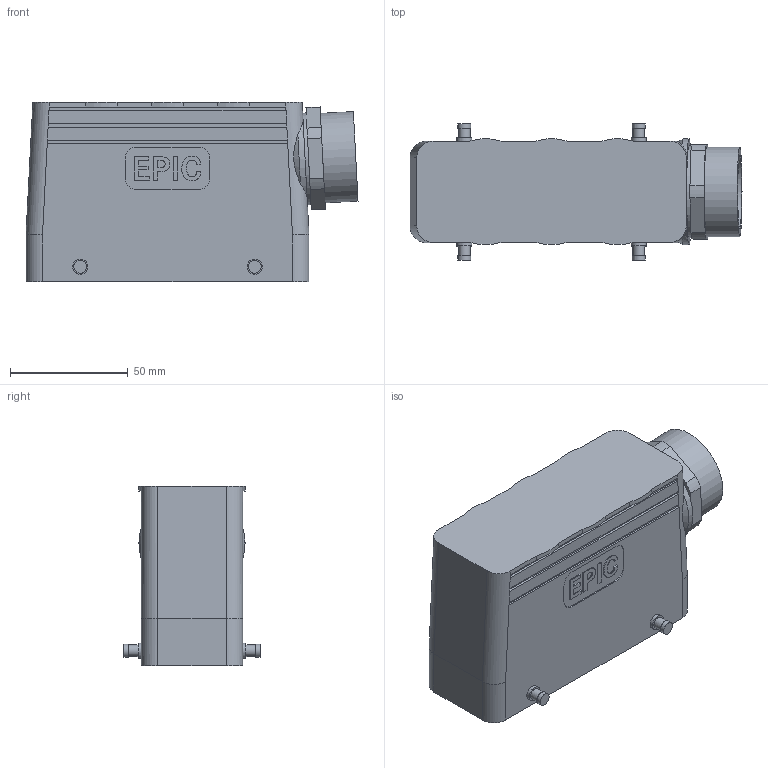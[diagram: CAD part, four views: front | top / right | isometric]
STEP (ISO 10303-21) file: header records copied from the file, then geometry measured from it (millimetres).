
FILE_DESCRIPTION( ( 'Unknown' ), '1' );
FILE_NAME( 'H_B_24_TSH_NPT_1.stp', 'Unknown', ( 'Unknown' ), ( 'Unknown' ), 'PSStep 11.0', 'Unknown', ' ' );
FILE_SCHEMA( ( 'AUTOMOTIVE_DESIGN { 1 0 10303 214 1 1 1 1 }' ) );
Length unit declared in the file: millimetre
Products named in the file (1): 1
Bounding box: 140.8 x 57.8 x 76 mm (x, y, z)
Volume: 115296.7 mm3; surface area: 62608.9 mm2
Topology: 1 solids, 1 shells, 203 faces, 497 edges, 322 vertices
Faces by surface type: plane 142, cylinder 54, extrusion 4, cone 3
Full cylindrical faces by diameter (mm): 2.459 x4, 4.9 x4, 5.5 x4, 6.5 x4, 28 x1, 30.411 x1, 38 x1, 39 x1
Entity records: 7836 total; most frequent: CARTESIAN_POINT 1508, ORIENTED_EDGE 948, DIRECTION 936, EDGE_CURVE 474, VERTEX_POINT 320, AXIS2_PLACEMENT_3D 318, VECTOR 300, LINE 296
